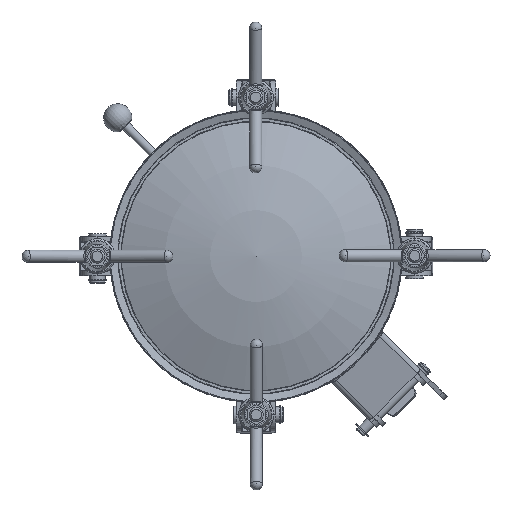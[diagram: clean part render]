
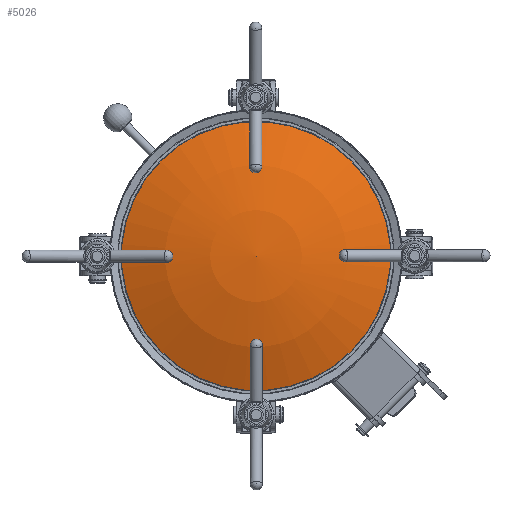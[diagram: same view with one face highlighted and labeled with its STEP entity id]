
A CAD part, top view. The second image highlights one B-rep face of the part: STEP entity #5026.
In plain terms, the highlighted spherical face has radius 403 mm.
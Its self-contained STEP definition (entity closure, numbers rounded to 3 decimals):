
#24=SPHERICAL_SURFACE('',#5789,403.);
#1617=ORIENTED_EDGE('',*,*,#2679,.F.);
#2679=EDGE_CURVE('',#3259,#3259,#3647,.T.);
#3259=VERTEX_POINT('',#8562);
#3647=CIRCLE('',#5790,152.5);
#3989=EDGE_LOOP('',(#1617));
#4453=FACE_BOUND('',#3989,.T.);
#5026=ADVANCED_FACE('',(#4453),#24,.T.);
#5789=AXIS2_PLACEMENT_3D('',#8560,#6775,#6776);
#5790=AXIS2_PLACEMENT_3D('',#8561,#6777,#6778);
#6775=DIRECTION('',(0.,0.,-1.));
#6776=DIRECTION('',(1.,0.,0.));
#6777=DIRECTION('',(0.,0.,-1.));
#6778=DIRECTION('',(-1.,0.,0.));
#8560=CARTESIAN_POINT('',(0.,0.,-341.107));
#8561=CARTESIAN_POINT('',(0.,0.,31.925));
#8562=CARTESIAN_POINT('',(-152.5,0.,31.925));
